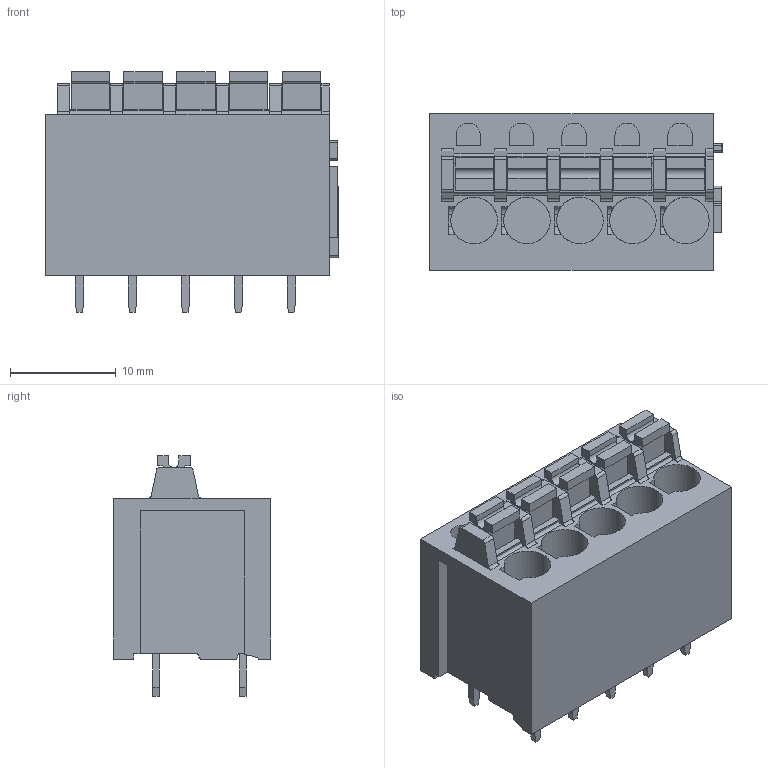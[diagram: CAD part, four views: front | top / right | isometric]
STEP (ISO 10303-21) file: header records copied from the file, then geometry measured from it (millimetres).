
FILE_DESCRIPTION(('CATIA V5 STEP Exchange','CAx-IF Rec.Pracs.--- Model Styling and Organization---1.2---2011-12-15'),'2;1');
FILE_NAME ('D1451060_0_1330210000_1330210000.stp','2018-09-07T10:36:00+00:00',('none'),('Weidmueller'),'CATIA Version 5-6 Release 2014','CATIA V5 STEP AP214','none');
FILE_SCHEMA(('AUTOMOTIVE_DESIGN { 1 0 10303 214 1 1 1 1 }'));
Length unit declared in the file: millimetre
Products named in the file (1): 1330210000
Bounding box: 27.65 x 14.8 x 22.7 mm (x, y, z)
Volume: 5526 mm3; surface area: 3589.7 mm2
Topology: 16 solids, 16 shells, 380 faces, 1005 edges, 670 vertices
Faces by surface type: plane 291, cylinder 89
Entity records: 10660 total; most frequent: ORIENTED_EDGE 2010, CARTESIAN_POINT 1932, DIRECTION 1392, EDGE_CURVE 1005, VECTOR 812, LINE 812, VERTEX_POINT 670, EDGE_LOOP 393
